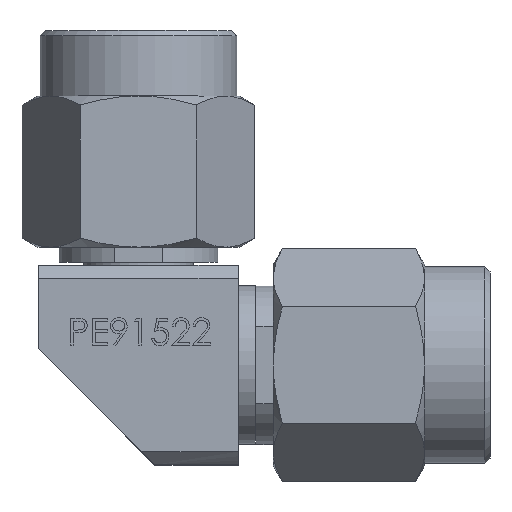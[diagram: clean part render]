
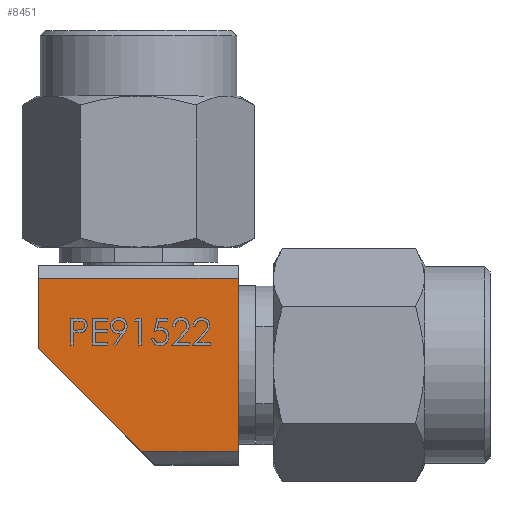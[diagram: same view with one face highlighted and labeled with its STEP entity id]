
A CAD part, top view. The second image highlights one B-rep face of the part: STEP entity #8451.
In plain terms, the highlighted planar face has unit normal (0, 0, 1).
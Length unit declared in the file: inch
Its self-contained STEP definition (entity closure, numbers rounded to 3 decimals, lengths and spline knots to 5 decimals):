
#101 = LINE ( 'NONE', #7318, #1941 ) ;
#118 = VECTOR ( 'NONE', #7094, 39.37008 ) ;
#455 = DIRECTION ( 'NONE',  ( 0.707, -0.707, 0. ) ) ;
#591 = VERTEX_POINT ( 'NONE', #2370 ) ;
#948 = VECTOR ( 'NONE', #455, 39.37008 ) ;
#969 = ORIENTED_EDGE ( 'NONE', *, *, #5657, .T. ) ;
#1442 = DIRECTION ( 'NONE',  ( 0., 1., 0. ) ) ;
#1535 = LINE ( 'NONE', #5465, #3443 ) ;
#1739 = VERTEX_POINT ( 'NONE', #6066 ) ;
#1915 = CARTESIAN_POINT ( 'NONE',  ( -0.33858, 0.13553, 0.15591 ) ) ;
#1941 = VECTOR ( 'NONE', #3421, 39.37008 ) ;
#2199 = FACE_OUTER_BOUND ( 'NONE', #6627, .T. ) ;
#2370 = CARTESIAN_POINT ( 'NONE',  ( -0.33858, 0.02598, 0.15591 ) ) ;
#2563 = LINE ( 'NONE', #1915, #118 ) ;
#2729 = ORIENTED_EDGE ( 'NONE', *, *, #8388, .F. ) ;
#2842 = EDGE_CURVE ( 'NONE', #4934, #591, #2563, .T. ) ;
#3264 = EDGE_CURVE ( 'NONE', #591, #1739, #7112, .T. ) ;
#3421 = DIRECTION ( 'NONE',  ( 1., 0., 0. ) ) ;
#3443 = VECTOR ( 'NONE', #1442, 39.37008 ) ;
#3564 = DIRECTION ( 'NONE',  ( 1., 0., 0. ) ) ;
#3906 = CARTESIAN_POINT ( 'NONE',  ( -0.33858, 0.13553, 0.15591 ) ) ;
#4243 = ORIENTED_EDGE ( 'NONE', *, *, #3264, .T. ) ;
#4288 = CARTESIAN_POINT ( 'NONE',  ( -0.33858, 0.13553, 0.15591 ) ) ;
#4890 = CARTESIAN_POINT ( 'NONE',  ( 0., 0., 0.15591 ) ) ;
#4934 = VERTEX_POINT ( 'NONE', #3906 ) ;
#5465 = CARTESIAN_POINT ( 'NONE',  ( -0.02677, -0.13553, 0.15591 ) ) ;
#5488 = AXIS2_PLACEMENT_3D ( 'NONE', #4890, #6268, #8075 ) ;
#5567 = LINE ( 'NONE', #4288, #5913 ) ;
#5657 = EDGE_CURVE ( 'NONE', #7437, #6288, #1535, .T. ) ;
#5668 = EDGE_CURVE ( 'NONE', #1739, #7437, #101, .T. ) ;
#5913 = VECTOR ( 'NONE', #3564, 39.37008 ) ;
#6066 = CARTESIAN_POINT ( 'NONE',  ( -0.17707, -0.13553, 0.15591 ) ) ;
#6268 = DIRECTION ( 'NONE',  ( 0., 0., 1. ) ) ;
#6285 = ORIENTED_EDGE ( 'NONE', *, *, #2842, .T. ) ;
#6288 = VERTEX_POINT ( 'NONE', #7379 ) ;
#6315 = CARTESIAN_POINT ( 'NONE',  ( -0.02677, -0.13553, 0.15591 ) ) ;
#6627 = EDGE_LOOP ( 'NONE', ( #969, #2729, #6285, #4243, #8242 ) ) ;
#7094 = DIRECTION ( 'NONE',  ( 0., -1., 0. ) ) ;
#7112 = LINE ( 'NONE', #8369, #948 ) ;
#7318 = CARTESIAN_POINT ( 'NONE',  ( -0.17707, -0.13553, 0.15591 ) ) ;
#7379 = CARTESIAN_POINT ( 'NONE',  ( -0.02677, 0.13553, 0.15591 ) ) ;
#7437 = VERTEX_POINT ( 'NONE', #6315 ) ;
#8075 = DIRECTION ( 'NONE',  ( 1., 0., 0. ) ) ;
#8120 = PLANE ( 'NONE',  #5488 ) ;
#8242 = ORIENTED_EDGE ( 'NONE', *, *, #5668, .T. ) ;
#8369 = CARTESIAN_POINT ( 'NONE',  ( -0.33858, 0.02598, 0.15591 ) ) ;
#8388 = EDGE_CURVE ( 'NONE', #4934, #6288, #5567, .T. ) ;
#8451 = ADVANCED_FACE ( 'NONE', ( #2199 ), #8120, .T. ) ;
